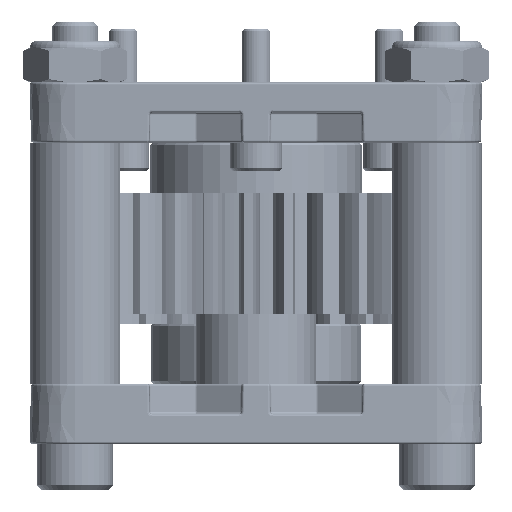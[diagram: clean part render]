
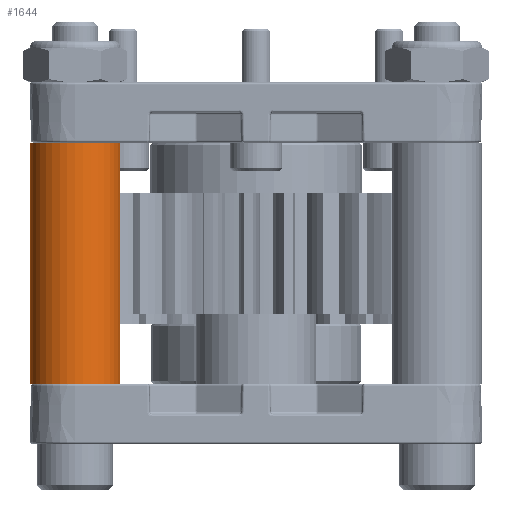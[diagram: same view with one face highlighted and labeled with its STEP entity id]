
A CAD part, left-side view. The second image highlights one B-rep face of the part: STEP entity #1644.
In plain terms, the highlighted cylindrical face has radius 4.763 mm (diameter 9.525 mm), a partial arc.
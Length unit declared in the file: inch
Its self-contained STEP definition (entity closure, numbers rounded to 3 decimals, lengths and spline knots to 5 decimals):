
#1162 = LINE ( 'NONE', #54902, #24759 ) ;
#1644 = ADVANCED_FACE ( 'NONE', ( #17549 ), #34319, .T. ) ;
#3764 = AXIS2_PLACEMENT_3D ( 'NONE', #7976, #21428, #3784 ) ;
#3784 = DIRECTION ( 'NONE',  ( 0., 0., 1. ) ) ;
#4680 = EDGE_CURVE ( 'NONE', #26259, #49156, #27904, .T. ) ;
#5490 = DIRECTION ( 'NONE',  ( 0., -1., 0. ) ) ;
#5757 = VECTOR ( 'NONE', #8877, 39.37008 ) ;
#7976 = CARTESIAN_POINT ( 'NONE',  ( 0., 1., 0. ) ) ;
#8762 = CARTESIAN_POINT ( 'NONE',  ( 0., 0., -0.1875 ) ) ;
#8877 = DIRECTION ( 'NONE',  ( 0., -1., 0. ) ) ;
#11426 = CIRCLE ( 'NONE', #20363, 0.1875 ) ;
#17367 = EDGE_CURVE ( 'NONE', #26259, #19545, #42441, .T. ) ;
#17490 = EDGE_LOOP ( 'NONE', ( #30120, #23660, #21810, #44190 ) ) ;
#17549 = FACE_OUTER_BOUND ( 'NONE', #17490, .T. ) ;
#19545 = VERTEX_POINT ( 'NONE', #8762 ) ;
#20363 = AXIS2_PLACEMENT_3D ( 'NONE', #44240, #43682, #48140 ) ;
#20871 = DIRECTION ( 'NONE',  ( 0., -1., 0. ) ) ;
#21428 = DIRECTION ( 'NONE',  ( 0., 1., 0. ) ) ;
#21810 = ORIENTED_EDGE ( 'NONE', *, *, #17367, .T. ) ;
#23660 = ORIENTED_EDGE ( 'NONE', *, *, #4680, .F. ) ;
#24759 = VECTOR ( 'NONE', #20871, 39.37008 ) ;
#26259 = VERTEX_POINT ( 'NONE', #46306 ) ;
#27801 = EDGE_CURVE ( 'NONE', #19545, #40716, #11426, .T. ) ;
#27904 = CIRCLE ( 'NONE', #3764, 0.1875 ) ;
#30120 = ORIENTED_EDGE ( 'NONE', *, *, #44084, .F. ) ;
#30954 = DIRECTION ( 'NONE',  ( 0., 0., -1. ) ) ;
#34319 = CYLINDRICAL_SURFACE ( 'NONE', #36698, 0.1875 ) ;
#36698 = AXIS2_PLACEMENT_3D ( 'NONE', #47695, #5490, #30954 ) ;
#40716 = VERTEX_POINT ( 'NONE', #48806 ) ;
#41460 = CARTESIAN_POINT ( 'NONE',  ( 0., 1., 0.1875 ) ) ;
#42441 = LINE ( 'NONE', #47162, #5757 ) ;
#43682 = DIRECTION ( 'NONE',  ( 0., 1., 0. ) ) ;
#44084 = EDGE_CURVE ( 'NONE', #49156, #40716, #1162, .T. ) ;
#44190 = ORIENTED_EDGE ( 'NONE', *, *, #27801, .T. ) ;
#44240 = CARTESIAN_POINT ( 'NONE',  ( 0., 0., 0. ) ) ;
#46306 = CARTESIAN_POINT ( 'NONE',  ( 0., 1., -0.1875 ) ) ;
#47162 = CARTESIAN_POINT ( 'NONE',  ( 0., 1., -0.1875 ) ) ;
#47695 = CARTESIAN_POINT ( 'NONE',  ( 0., 1., 0. ) ) ;
#48140 = DIRECTION ( 'NONE',  ( 0., 0., 1. ) ) ;
#48806 = CARTESIAN_POINT ( 'NONE',  ( 0., 0., 0.1875 ) ) ;
#49156 = VERTEX_POINT ( 'NONE', #41460 ) ;
#54902 = CARTESIAN_POINT ( 'NONE',  ( 0., 1., 0.1875 ) ) ;
